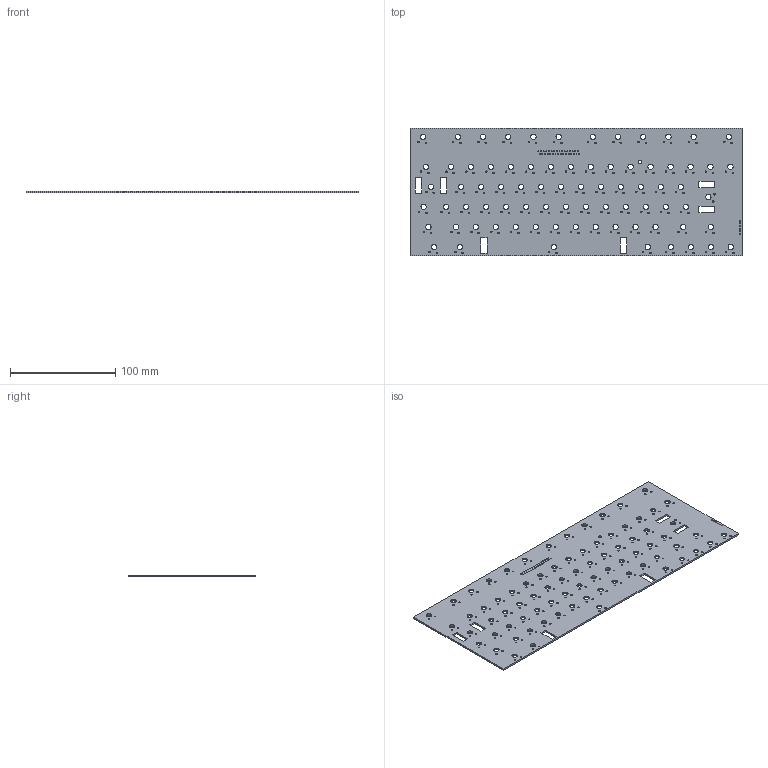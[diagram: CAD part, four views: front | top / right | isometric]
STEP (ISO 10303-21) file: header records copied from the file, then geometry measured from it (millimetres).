
FILE_DESCRIPTION(('KiCad electronic assembly'),'2;1');
FILE_NAME('A600KBv2.step','2024-08-01T16:04:30',('Pcbnew'),('Kicad'), 'Open CASCADE STEP processor 7.8','KiCad to STEP converter','Unknown' );
FILE_SCHEMA(('AUTOMOTIVE_DESIGN { 1 0 10303 214 1 1 1 1 }'));
Length unit declared in the file: millimetre
Products named in the file (2): A600KBv2 1; _autosave-A600KBv2_PCB
Assembly tree (1 placements, depth 2):
  A600KBv2 1
    _autosave-A600KBv2_PCB
Bounding box: 316 x 121 x 1.6 mm (x, y, z)
Volume: 57302.5 mm3; surface area: 76749.3 mm2
Topology: 1 solids, 1 shells, 303 faces, 903 edges, 602 vertices
Faces by surface type: cylinder 273, plane 30
Full cylindrical faces by diameter (mm): 0.85 x32, 1 x6, 1.45 x156, 3.2 x1, 5.1 x78
Entity records: 25033 total; most frequent: CARTESIAN_POINT 6892, DIRECTION 3319, ORIENTED_EDGE 1806, PCURVE 1806, DEFINITIONAL_REPRESENTATION 1806, LINE 1617, VECTOR 1617, EDGE_CURVE 903
